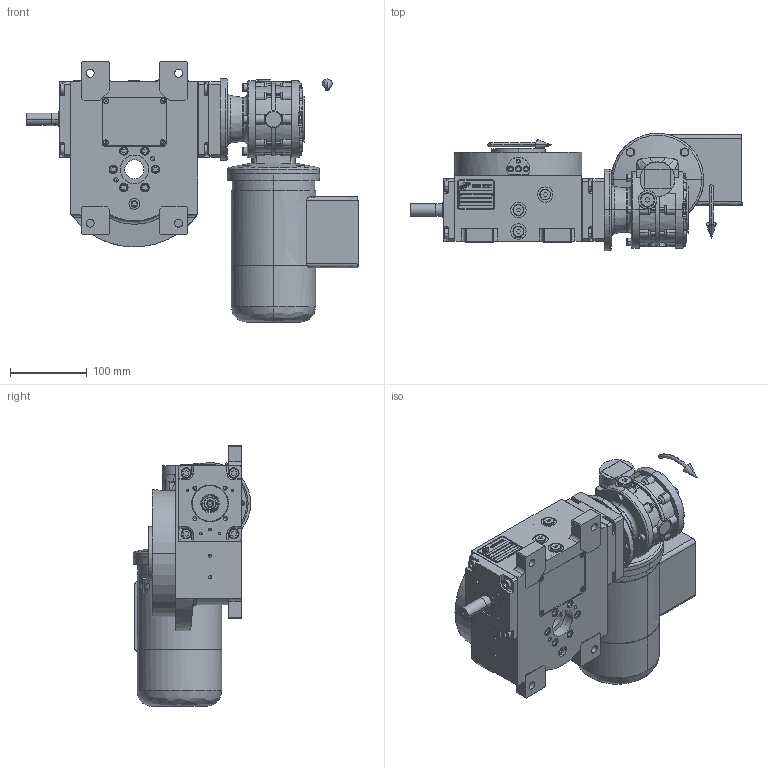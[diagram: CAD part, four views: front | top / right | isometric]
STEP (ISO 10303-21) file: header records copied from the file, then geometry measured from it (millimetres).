
FILE_DESCRIPTION (( 'STEP AP203' ), '1' );
FILE_NAME ('PC5201839.step', '2026-02-12T14:43:54', ( '' ), ( '' ), 'SwSTEP 2.0', 'SolidWorks 2020', '' );
FILE_SCHEMA (( 'CONFIG_CONTROL_DESIGN' ));
Length unit declared in the file: millimetre
Products named in the file (85): cfn2276_01_065; CFN2104_02_017.stp; olio_agip_blasia_150; rig04_004_s_002; CFN2356_03_051.stp; cfn2000_01_129; AS_rig04_015; CFN2223_01-390X6-B.stp; cfn2000_01_147; cfn2003_01_063; cfn2000_01_151; RIG04_005_AF0.stp; cfn2000_01_161; cfn2151_01_092; rig04_015; MA56B5; cfn2205_01_012; cfn2151_01_162; rig04_001_a_001; AS_900_38_30_003; RMI40_F1_DX_56B5; cfn2107_01_001; AS_rig04_004; CFN2203_02_001.stp; rig04_007_master; cfn2128_04_011; cfn2070_05_001; freccia_angolare; cfn2077_01_018; cfn2151_01_087; cfn2115_02_068; rig04_002_bl_011; rig04_003_8; cfn2155_01_055; RIG06_021_AF0.stp; AS_rig04_002_bl_011; cfn2104_01_016; rig04_004; CFN2010_01_006.stp; AS_cfn2476_01_001_48x38 ...
Assembly tree (77 placements, depth 5):
  cfn2276_01_065
  olio_agip_blasia_150
  CFN2356_03_051.stp
  CFN2223_01-390X6-B.stp
  cfn2151_01_092
Bounding box: 432 x 153 x 339 mm (x, y, z)
Volume: 4329530 mm3; surface area: 731577.5 mm2
Topology: 80 solids, 80 shells, 3448 faces, 8559 edges, 5470 vertices
Faces by surface type: plane 1634, cylinder 1097, cone 505, torus 126, bspline 80, sphere 6
Entity records: 120922 total; most frequent: CARTESIAN_POINT 32256, DIRECTION 16700, ORIENTED_EDGE 16492, EDGE_CURVE 8246, AXIS2_PLACEMENT_3D 6031, VERTEX_POINT 5325, VECTOR 4638, LINE 4638
